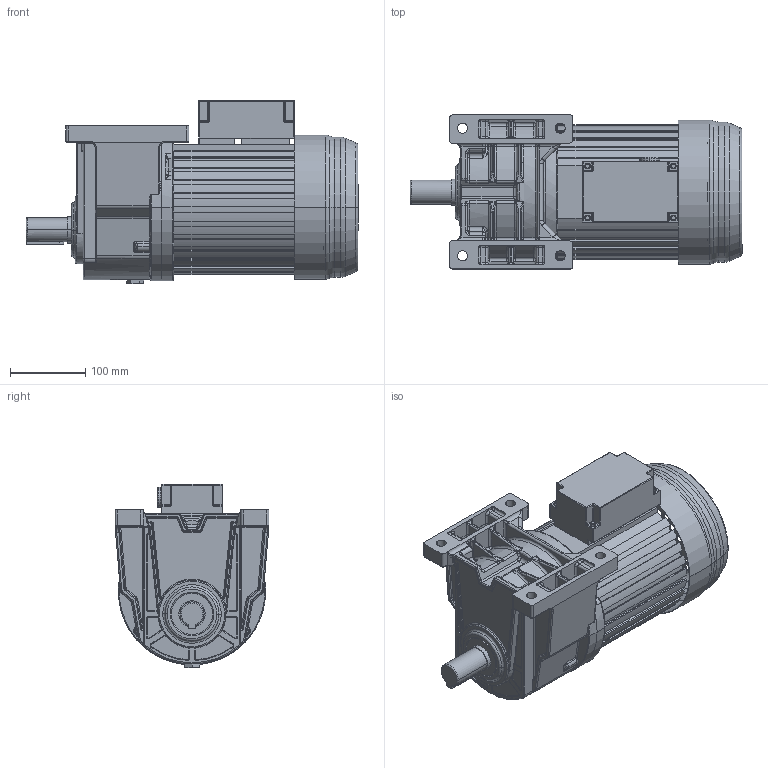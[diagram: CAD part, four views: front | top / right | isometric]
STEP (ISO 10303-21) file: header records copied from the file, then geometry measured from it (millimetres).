
FILE_DESCRIPTION (( 'STEP AP214' ), '1' );
FILE_NAME ('GH-32-1500-i-A-B-G4-DR.STEP', '2023-09-18T06:22:56', ( '' ), ( '' ), 'SwSTEP 2.0', 'SolidWorks 2021', '' );
FILE_SCHEMA (( 'AUTOMOTIVE_DESIGN' ));
Length unit declared in the file: millimetre
Products named in the file (11): H32-750_3_蕼偞; GH32_ASM_ASM_蕼偞; 煞車接線盒DOWN-UP_預設; GH32-750-70-S_ASM_1_ASM_ASM_ASM_蕼偞; 1500W_蕼偞; ASM0012_ASM_1_ASM_蕼偞; GH-32-1500-i-A-B-G4-DR; GH32-750-70-S_ASM_ASM_ASM_蕼偞; GH-32-1500-i-A-G4-DR(2)_蕼偞; G32_33_蕼偞; 1500W190_蕼偞
Assembly tree (10 placements, depth 7):
  GH-32-1500-i-A-B-G4-DR
    GH-32-1500-i-A-G4-DR(2)_蕼偞
      ASM0012_ASM_1_ASM_蕼偞
        GH32_ASM_ASM_蕼偞
          GH32-750-70-S_ASM_ASM_ASM_蕼偞
            GH32-750-70-S_ASM_1_ASM_ASM_ASM_蕼偞
              H32-750_3_蕼偞
              G32_33_蕼偞
      1500W_蕼偞
      1500W190_蕼偞
    煞車接線盒DOWN-UP_預設
Bounding box: 442 x 205 x 244.15 mm (x, y, z)
Volume: 2609203.8 mm3; surface area: 888194.8 mm2
Topology: 5 solids, 5 shells, 3164 faces, 8360 edges, 5220 vertices
Faces by surface type: plane 1516, cylinder 977, torus 385, bspline 182, sphere 88, cone 16
Entity records: 117885 total; most frequent: CARTESIAN_POINT 39673, ORIENTED_EDGE 16562, DIRECTION 16075, EDGE_CURVE 8281, AXIS2_PLACEMENT_3D 5634, VERTEX_POINT 5211, LINE 4807, VECTOR 4807
